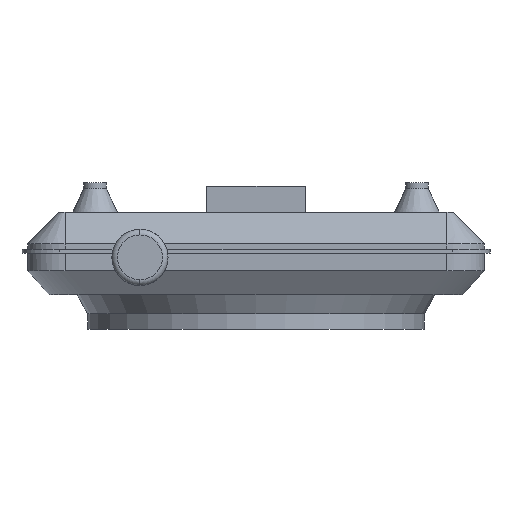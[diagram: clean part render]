
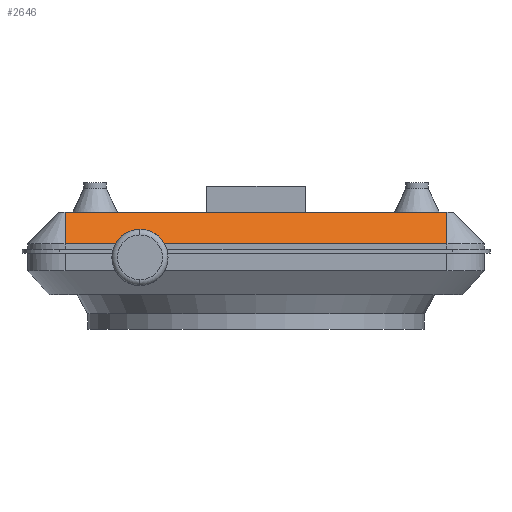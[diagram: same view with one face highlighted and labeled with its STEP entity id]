
A CAD part, front view. The second image highlights one B-rep face of the part: STEP entity #2646.
In plain terms, the highlighted planar face has unit normal (0, -0.707, 0.707).
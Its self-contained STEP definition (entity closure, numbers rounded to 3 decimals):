
#4 = EDGE_CURVE ( 'NONE', #1583, #218, #754, .T. ) ;
#28 =( BOUNDED_CURVE ( )  B_SPLINE_CURVE ( 3, ( #2353, #580, #843, #2108 ),
 .UNSPECIFIED., .F., .F. ) 
 B_SPLINE_CURVE_WITH_KNOTS ( ( 4, 4 ),
 ( 3.142, 4.208 ),
 .UNSPECIFIED. ) 
 CURVE ( )  GEOMETRIC_REPRESENTATION_ITEM ( )  RATIONAL_B_SPLINE_CURVE ( ( 1., 0.907, 0.907, 1. ) ) 
 REPRESENTATION_ITEM ( '' )  );
#131 = CARTESIAN_POINT ( 'NONE',  ( 2.32, -161.871, 12.75 ) ) ;
#179 = EDGE_CURVE ( 'NONE', #1380, #2149, #2346, .T. ) ;
#218 = VERTEX_POINT ( 'NONE', #357 ) ;
#220 = LINE ( 'NONE', #2640, #615 ) ;
#259 = CARTESIAN_POINT ( 'NONE',  ( 166.32, -169.621, 5. ) ) ;
#266 = DIRECTION ( 'NONE',  ( 1., 0., 0. ) ) ;
#353 = CARTESIAN_POINT ( 'NONE',  ( 15.452, -169.621, 5. ) ) ;
#357 = CARTESIAN_POINT ( 'NONE',  ( 166.32, -169.621, 5. ) ) ;
#383 = VECTOR ( 'NONE', #1596, 1000. ) ;
#435 = CARTESIAN_POINT ( 'NONE',  ( 2.32, -161.871, 12.75 ) ) ;
#532 = LINE ( 'NONE', #2238, #763 ) ;
#580 = CARTESIAN_POINT ( 'NONE',  ( 7.921, -161.871, 12.75 ) ) ;
#615 = VECTOR ( 'NONE', #266, 1000. ) ;
#754 = LINE ( 'NONE', #1607, #1979 ) ;
#763 = VECTOR ( 'NONE', #1410, 1000. ) ;
#792 = DIRECTION ( 'NONE',  ( 1., 0., 0. ) ) ;
#843 = CARTESIAN_POINT ( 'NONE',  ( 12.745, -164.718, 9.903 ) ) ;
#1065 = FACE_OUTER_BOUND ( 'NONE', #1307, .T. ) ;
#1069 = CARTESIAN_POINT ( 'NONE',  ( -3.281, -161.871, 12.75 ) ) ;
#1126 = PLANE ( 'NONE',  #2450 ) ;
#1187 = EDGE_CURVE ( 'NONE', #2368, #1583, #28, .T. ) ;
#1235 = CARTESIAN_POINT ( 'NONE',  ( -37.68, -152.871, 21.75 ) ) ;
#1254 = VERTEX_POINT ( 'NONE', #1707 ) ;
#1269 = ORIENTED_EDGE ( 'NONE', *, *, #1773, .T. ) ;
#1307 = EDGE_LOOP ( 'NONE', ( #1269, #1900, #1783, #1490, #1946, #2306, #2092 ) ) ;
#1326 = EDGE_CURVE ( 'NONE', #2102, #2368, #1876, .T. ) ;
#1328 = CARTESIAN_POINT ( 'NONE',  ( -8.104, -164.718, 9.903 ) ) ;
#1380 = VERTEX_POINT ( 'NONE', #1717 ) ;
#1410 = DIRECTION ( 'NONE',  ( 0., -0.707, -0.707 ) ) ;
#1479 = EDGE_CURVE ( 'NONE', #2149, #218, #2644, .T. ) ;
#1490 = ORIENTED_EDGE ( 'NONE', *, *, #4, .T. ) ;
#1527 = CARTESIAN_POINT ( 'NONE',  ( -10.811, -169.621, 5. ) ) ;
#1583 = VERTEX_POINT ( 'NONE', #353 ) ;
#1596 = DIRECTION ( 'NONE',  ( 0., -0.707, -0.707 ) ) ;
#1607 = CARTESIAN_POINT ( 'NONE',  ( -37.68, -169.621, 5. ) ) ;
#1707 = CARTESIAN_POINT ( 'NONE',  ( -37.68, -169.621, 5. ) ) ;
#1717 = CARTESIAN_POINT ( 'NONE',  ( -37.68, -152.871, 21.75 ) ) ;
#1718 = DIRECTION ( 'NONE',  ( 0., -0.707, -0.707 ) ) ;
#1732 = CARTESIAN_POINT ( 'NONE',  ( -37.68, -169.621, 5. ) ) ;
#1773 = EDGE_CURVE ( 'NONE', #1254, #2102, #220, .T. ) ;
#1783 = ORIENTED_EDGE ( 'NONE', *, *, #1187, .T. ) ;
#1845 = VECTOR ( 'NONE', #792, 1000. ) ;
#1876 =( BOUNDED_CURVE ( )  B_SPLINE_CURVE ( 3, ( #2395, #1328, #1069, #435 ),
 .UNSPECIFIED., .F., .F. ) 
 B_SPLINE_CURVE_WITH_KNOTS ( ( 4, 4 ),
 ( 2.075, 3.142 ),
 .UNSPECIFIED. ) 
 CURVE ( )  GEOMETRIC_REPRESENTATION_ITEM ( )  RATIONAL_B_SPLINE_CURVE ( ( 1., 0.907, 0.907, 1. ) ) 
 REPRESENTATION_ITEM ( '' )  );
#1900 = ORIENTED_EDGE ( 'NONE', *, *, #1326, .T. ) ;
#1940 = CARTESIAN_POINT ( 'NONE',  ( 166.32, -152.871, 21.75 ) ) ;
#1946 = ORIENTED_EDGE ( 'NONE', *, *, #1479, .F. ) ;
#1979 = VECTOR ( 'NONE', #2252, 1000. ) ;
#2092 = ORIENTED_EDGE ( 'NONE', *, *, #2814, .T. ) ;
#2102 = VERTEX_POINT ( 'NONE', #1527 ) ;
#2108 = CARTESIAN_POINT ( 'NONE',  ( 15.452, -169.621, 5. ) ) ;
#2149 = VERTEX_POINT ( 'NONE', #1940 ) ;
#2238 = CARTESIAN_POINT ( 'NONE',  ( -37.68, -169.621, 5. ) ) ;
#2252 = DIRECTION ( 'NONE',  ( 1., 0., 0. ) ) ;
#2306 = ORIENTED_EDGE ( 'NONE', *, *, #179, .F. ) ;
#2346 = LINE ( 'NONE', #1235, #1845 ) ;
#2353 = CARTESIAN_POINT ( 'NONE',  ( 2.32, -161.871, 12.75 ) ) ;
#2368 = VERTEX_POINT ( 'NONE', #131 ) ;
#2395 = CARTESIAN_POINT ( 'NONE',  ( -10.811, -169.621, 5. ) ) ;
#2450 = AXIS2_PLACEMENT_3D ( 'NONE', #1732, #2647, #1718 ) ;
#2640 = CARTESIAN_POINT ( 'NONE',  ( -37.68, -169.621, 5. ) ) ;
#2644 = LINE ( 'NONE', #259, #383 ) ;
#2646 = ADVANCED_FACE ( 'NONE', ( #1065 ), #1126, .T. ) ;
#2647 = DIRECTION ( 'NONE',  ( 0., -0.707, 0.707 ) ) ;
#2814 = EDGE_CURVE ( 'NONE', #1380, #1254, #532, .T. ) ;
